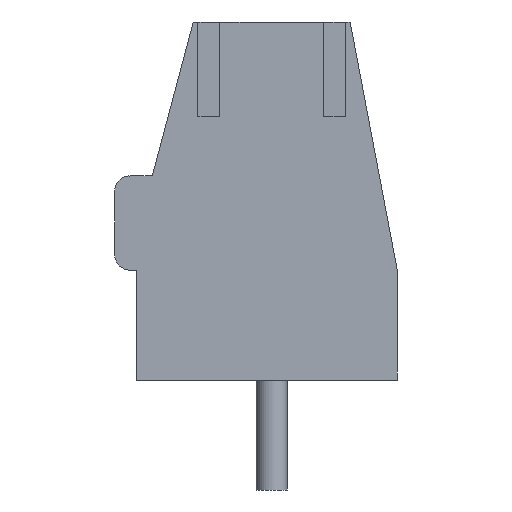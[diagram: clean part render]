
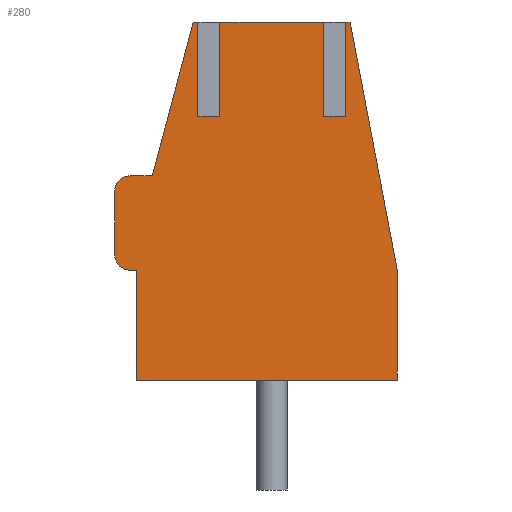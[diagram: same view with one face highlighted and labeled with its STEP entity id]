
A CAD part, front view. The second image highlights one B-rep face of the part: STEP entity #280.
In plain terms, the highlighted planar face has unit normal (0, -1, 0).
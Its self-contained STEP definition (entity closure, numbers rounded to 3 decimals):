
#13=DIRECTION('',(0.,0.,1.));
#14=DIRECTION('',(1.,0.,0.));
#60=VERTEX_POINT('',#61);
#61=CARTESIAN_POINT('',(4.,-10.,0.));
#64=DIRECTION('',(0.,-1.,0.));
#65=ORIENTED_EDGE('',*,*,#66,.T.);
#66=EDGE_CURVE('',#60,#67,#69,.T.);
#67=VERTEX_POINT('',#68);
#68=CARTESIAN_POINT('',(4.,-10.,3.5));
#69=LINE('',#61,#70);
#70=VECTOR('',#13,1.);
#81=DIRECTION('',(-1.,0.,0.));
#90=VECTOR('',#14,1.);
#102=VECTOR('',#81,1.);
#195=VERTEX_POINT('',#196);
#196=CARTESIAN_POINT('',(-4.3,-10.,0.));
#197=ORIENTED_EDGE('',*,*,#198,.T.);
#198=EDGE_CURVE('',#195,#60,#199,.T.);
#199=LINE('',#196,#90);
#207=ORIENTED_EDGE('',*,*,#208,.T.);
#208=EDGE_CURVE('',#67,#209,#211,.T.);
#209=VERTEX_POINT('',#210);
#210=CARTESIAN_POINT('',(2.5,-10.,11.4));
#211=LINE('',#68,#212);
#212=VECTOR('',#213,1.);
#213=DIRECTION('',(-0.187,0.,0.982));
#240=VECTOR('',#241,1.);
#241=DIRECTION('',(-0.256,0.,-0.967));
#259=VECTOR('',#260,1.);
#260=DIRECTION('',(0.,0.,-1.));
#280=ADVANCED_FACE('',(#281),#369,.T.);
#281=FACE_BOUND('',#282,.T.);
#282=EDGE_LOOP('',(#283,#197,#65,#207,#288,#293,#299,#305,#311,#315,#321,#327,#333,#337,#342,#347,#354,#359,#366));
#283=ORIENTED_EDGE('',*,*,#284,.T.);
#284=EDGE_CURVE('',#285,#195,#287,.T.);
#285=VERTEX_POINT('',#286);
#286=CARTESIAN_POINT('',(-4.3,-10.,3.5));
#287=LINE('',#286,#259);
#288=ORIENTED_EDGE('',*,*,#289,.T.);
#289=EDGE_CURVE('',#209,#290,#292,.T.);
#290=VERTEX_POINT('',#291);
#291=CARTESIAN_POINT('',(2.35,-10.,11.4));
#292=LINE('',#210,#102);
#293=ORIENTED_EDGE('',*,*,#294,.F.);
#294=EDGE_CURVE('',#295,#290,#297,.T.);
#295=VERTEX_POINT('',#296);
#296=CARTESIAN_POINT('',(2.35,-10.,8.4));
#297=LINE('',#298,#70);
#298=CARTESIAN_POINT('',(2.35,-10.,6.809));
#299=ORIENTED_EDGE('',*,*,#300,.T.);
#300=EDGE_CURVE('',#295,#301,#303,.T.);
#301=VERTEX_POINT('',#302);
#302=CARTESIAN_POINT('',(1.65,-10.,8.4));
#303=LINE('',#304,#102);
#304=CARTESIAN_POINT('',(0.648,-10.,8.4));
#305=ORIENTED_EDGE('',*,*,#306,.T.);
#306=EDGE_CURVE('',#301,#307,#309,.T.);
#307=VERTEX_POINT('',#308);
#308=CARTESIAN_POINT('',(1.65,-10.,11.4));
#309=LINE('',#310,#70);
#310=CARTESIAN_POINT('',(1.65,-10.,6.809));
#311=ORIENTED_EDGE('',*,*,#312,.T.);
#312=EDGE_CURVE('',#307,#313,#292,.T.);
#313=VERTEX_POINT('',#314);
#314=CARTESIAN_POINT('',(-1.65,-10.,11.4));
#315=ORIENTED_EDGE('',*,*,#316,.F.);
#316=EDGE_CURVE('',#317,#313,#319,.T.);
#317=VERTEX_POINT('',#318);
#318=CARTESIAN_POINT('',(-1.65,-10.,8.4));
#319=LINE('',#320,#70);
#320=CARTESIAN_POINT('',(-1.65,-10.,6.809));
#321=ORIENTED_EDGE('',*,*,#322,.T.);
#322=EDGE_CURVE('',#317,#323,#325,.T.);
#323=VERTEX_POINT('',#324);
#324=CARTESIAN_POINT('',(-2.35,-10.,8.4));
#325=LINE('',#326,#102);
#326=CARTESIAN_POINT('',(-1.352,-10.,8.4));
#327=ORIENTED_EDGE('',*,*,#328,.T.);
#328=EDGE_CURVE('',#323,#329,#331,.T.);
#329=VERTEX_POINT('',#330);
#330=CARTESIAN_POINT('',(-2.35,-10.,11.4));
#331=LINE('',#332,#70);
#332=CARTESIAN_POINT('',(-2.35,-10.,6.809));
#333=ORIENTED_EDGE('',*,*,#334,.T.);
#334=EDGE_CURVE('',#329,#335,#292,.T.);
#335=VERTEX_POINT('',#336);
#336=CARTESIAN_POINT('',(-2.5,-10.,11.4));
#337=ORIENTED_EDGE('',*,*,#338,.T.);
#338=EDGE_CURVE('',#335,#339,#341,.T.);
#339=VERTEX_POINT('',#340);
#340=CARTESIAN_POINT('',(-3.8,-10.,6.5));
#341=LINE('',#336,#240);
#342=ORIENTED_EDGE('',*,*,#343,.T.);
#343=EDGE_CURVE('',#339,#344,#346,.T.);
#344=VERTEX_POINT('',#345);
#345=CARTESIAN_POINT('',(-4.5,-10.,6.5));
#346=LINE('',#340,#102);
#347=ORIENTED_EDGE('',*,*,#348,.T.);
#348=EDGE_CURVE('',#344,#349,#351,.T.);
#349=VERTEX_POINT('',#350);
#350=CARTESIAN_POINT('',(-5.,-10.,6.));
#351=ELLIPSE('',#352,0.5,0.5);
#352=AXIS2_PLACEMENT_3D('',#353,#64,#14);
#353=CARTESIAN_POINT('',(-4.5,-10.,6.));
#354=ORIENTED_EDGE('',*,*,#355,.T.);
#355=EDGE_CURVE('',#349,#356,#358,.T.);
#356=VERTEX_POINT('',#357);
#357=CARTESIAN_POINT('',(-5.,-10.,4.));
#358=LINE('',#350,#259);
#359=ORIENTED_EDGE('',*,*,#360,.T.);
#360=EDGE_CURVE('',#356,#361,#363,.T.);
#361=VERTEX_POINT('',#362);
#362=CARTESIAN_POINT('',(-4.5,-10.,3.5));
#363=ELLIPSE('',#364,0.5,0.5);
#364=AXIS2_PLACEMENT_3D('',#365,#64,#14);
#365=CARTESIAN_POINT('',(-4.5,-10.,4.));
#366=ORIENTED_EDGE('',*,*,#367,.T.);
#367=EDGE_CURVE('',#361,#285,#368,.T.);
#368=LINE('',#362,#90);
#369=PLANE('',#370);
#370=AXIS2_PLACEMENT_3D('',#371,#64,#260);
#371=CARTESIAN_POINT('',(-0.354,-10.,5.217));
